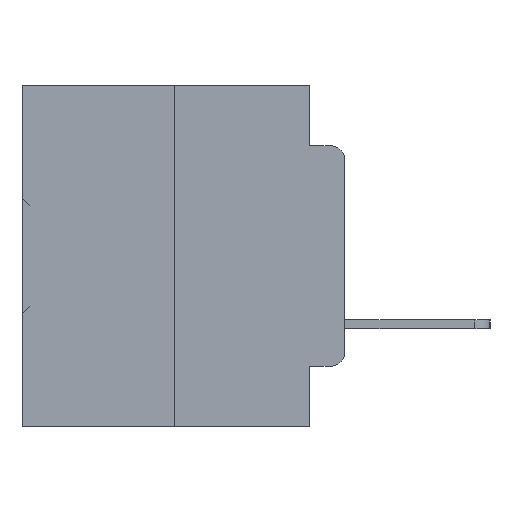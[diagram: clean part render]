
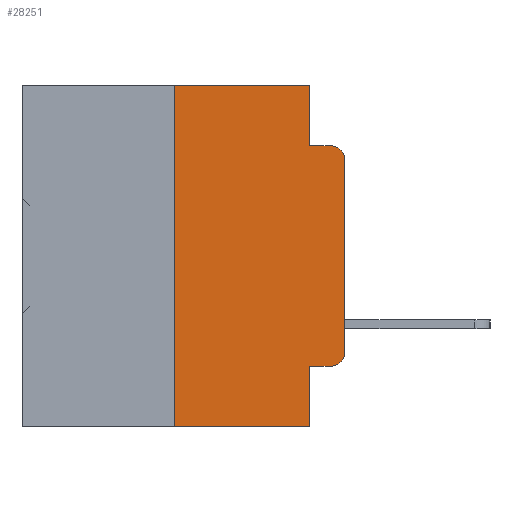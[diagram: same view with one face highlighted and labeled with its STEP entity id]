
A CAD part, left-side view. The second image highlights one B-rep face of the part: STEP entity #28251.
In plain terms, the highlighted planar face has unit normal (-1, 0, 0).
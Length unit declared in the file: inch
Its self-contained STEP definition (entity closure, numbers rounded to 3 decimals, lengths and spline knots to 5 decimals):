
#1017 = ORIENTED_EDGE ( 'NONE', *, *, #5679, .T. ) ;
#1312 = LINE ( 'NONE', #15703, #30419 ) ;
#1437 = EDGE_CURVE ( 'NONE', #16095, #6604, #34122, .T. ) ;
#1444 = ORIENTED_EDGE ( 'NONE', *, *, #1437, .T. ) ;
#2451 = CARTESIAN_POINT ( 'NONE',  ( 0., 0.051, 0. ) ) ;
#2991 = VERTEX_POINT ( 'NONE', #12565 ) ;
#5113 = VERTEX_POINT ( 'NONE', #11302 ) ;
#5242 = CARTESIAN_POINT ( 'NONE',  ( 0., 0.02, -0.3915 ) ) ;
#5615 = CARTESIAN_POINT ( 'NONE',  ( 0., 0.051, -0.4115 ) ) ;
#5679 = EDGE_CURVE ( 'NONE', #35752, #2991, #20940, .T. ) ;
#5916 = CARTESIAN_POINT ( 'NONE',  ( 0., 0.051, -0.0885 ) ) ;
#6149 = EDGE_CURVE ( 'NONE', #34762, #35752, #12503, .T. ) ;
#6604 = VERTEX_POINT ( 'NONE', #13362 ) ;
#6621 = AXIS2_PLACEMENT_3D ( 'NONE', #15441, #35125, #18292 ) ;
#6751 = VERTEX_POINT ( 'NONE', #8407 ) ;
#7211 = CARTESIAN_POINT ( 'NONE',  ( 0., 0.051, -0.4115 ) ) ;
#7667 = CARTESIAN_POINT ( 'NONE',  ( 0., 0.02, -0.0885 ) ) ;
#7815 = AXIS2_PLACEMENT_3D ( 'NONE', #5242, #24973, #8070 ) ;
#8070 = DIRECTION ( 'NONE',  ( 0., 0., -1. ) ) ;
#8407 = CARTESIAN_POINT ( 'NONE',  ( 0., 0.25, 0. ) ) ;
#10932 = DIRECTION ( 'NONE',  ( 0., 0., -1. ) ) ;
#11300 = DIRECTION ( 'NONE',  ( 0., 0., -1. ) ) ;
#11302 = CARTESIAN_POINT ( 'NONE',  ( 0., 0., -0.1085 ) ) ;
#11562 = ORIENTED_EDGE ( 'NONE', *, *, #15639, .F. ) ;
#11659 = EDGE_CURVE ( 'NONE', #2991, #5113, #24491, .T. ) ;
#12503 = LINE ( 'NONE', #5615, #34104 ) ;
#12565 = CARTESIAN_POINT ( 'NONE',  ( 0., 0., -0.3915 ) ) ;
#12609 = VECTOR ( 'NONE', #17274, 39.37008 ) ;
#13362 = CARTESIAN_POINT ( 'NONE',  ( 0., 0.051, -0.5 ) ) ;
#13456 = CARTESIAN_POINT ( 'NONE',  ( 0., 0.051, -0.0885 ) ) ;
#14020 = PLANE ( 'NONE',  #29772 ) ;
#14281 = DIRECTION ( 'NONE',  ( 0., -1., 0. ) ) ;
#14461 = VECTOR ( 'NONE', #16188, 39.37008 ) ;
#14677 = CARTESIAN_POINT ( 'NONE',  ( 0., 0., 0. ) ) ;
#14915 = VECTOR ( 'NONE', #10932, 39.37008 ) ;
#15353 = LINE ( 'NONE', #24554, #14461 ) ;
#15441 = CARTESIAN_POINT ( 'NONE',  ( 0., 0.02, -0.1085 ) ) ;
#15466 = EDGE_CURVE ( 'NONE', #5113, #27469, #27281, .T. ) ;
#15548 = ORIENTED_EDGE ( 'NONE', *, *, #31947, .F. ) ;
#15639 = EDGE_CURVE ( 'NONE', #34762, #6604, #15353, .T. ) ;
#15703 = CARTESIAN_POINT ( 'NONE',  ( 0., 0.473, 0. ) ) ;
#16095 = VERTEX_POINT ( 'NONE', #32288 ) ;
#16188 = DIRECTION ( 'NONE',  ( 0., 0., -1. ) ) ;
#17010 = VECTOR ( 'NONE', #20368, 39.37008 ) ;
#17274 = DIRECTION ( 'NONE',  ( 0., -1., 0. ) ) ;
#17630 = VERTEX_POINT ( 'NONE', #13456 ) ;
#17978 = EDGE_LOOP ( 'NONE', ( #24362, #18628, #33598, #27899, #21276, #15548, #1444, #11562, #34940, #1017 ) ) ;
#18292 = DIRECTION ( 'NONE',  ( 0., 0., -1. ) ) ;
#18628 = ORIENTED_EDGE ( 'NONE', *, *, #15466, .T. ) ;
#19322 = EDGE_CURVE ( 'NONE', #6751, #27609, #1312, .T. ) ;
#19691 = VECTOR ( 'NONE', #35865, 39.37008 ) ;
#20368 = DIRECTION ( 'NONE',  ( 0., 0., 1. ) ) ;
#20940 = CIRCLE ( 'NONE', #7815, 0.02 ) ;
#21005 = LINE ( 'NONE', #5916, #12609 ) ;
#21135 = EDGE_CURVE ( 'NONE', #17630, #27469, #21005, .T. ) ;
#21276 = ORIENTED_EDGE ( 'NONE', *, *, #19322, .F. ) ;
#21864 = CARTESIAN_POINT ( 'NONE',  ( 0., 0.25, 0. ) ) ;
#22352 = CARTESIAN_POINT ( 'NONE',  ( 0., 0.051, 0. ) ) ;
#22438 = LINE ( 'NONE', #2451, #14915 ) ;
#24362 = ORIENTED_EDGE ( 'NONE', *, *, #11659, .T. ) ;
#24491 = LINE ( 'NONE', #14677, #17010 ) ;
#24554 = CARTESIAN_POINT ( 'NONE',  ( 0., 0.051, 0. ) ) ;
#24973 = DIRECTION ( 'NONE',  ( -1., 0., 0. ) ) ;
#25364 = DIRECTION ( 'NONE',  ( 0., -1., 0. ) ) ;
#25382 = CARTESIAN_POINT ( 'NONE',  ( 0., 0.473, 0. ) ) ;
#25660 = FACE_OUTER_BOUND ( 'NONE', #17978, .T. ) ;
#26398 = CARTESIAN_POINT ( 'NONE',  ( 0., 0.02, -0.4115 ) ) ;
#27281 = CIRCLE ( 'NONE', #6621, 0.02 ) ;
#27469 = VERTEX_POINT ( 'NONE', #7667 ) ;
#27609 = VERTEX_POINT ( 'NONE', #22352 ) ;
#27899 = ORIENTED_EDGE ( 'NONE', *, *, #30593, .F. ) ;
#28211 = DIRECTION ( 'NONE',  ( 1., 0., 0. ) ) ;
#28251 = ADVANCED_FACE ( 'NONE', ( #25660 ), #14020, .F. ) ;
#29772 = AXIS2_PLACEMENT_3D ( 'NONE', #25382, #28211, #11300 ) ;
#30419 = VECTOR ( 'NONE', #35381, 39.37008 ) ;
#30593 = EDGE_CURVE ( 'NONE', #27609, #17630, #22438, .T. ) ;
#31186 = CARTESIAN_POINT ( 'NONE',  ( 0., 0.473, -0.5 ) ) ;
#31947 = EDGE_CURVE ( 'NONE', #16095, #6751, #34627, .T. ) ;
#32288 = CARTESIAN_POINT ( 'NONE',  ( 0., 0.25, -0.5 ) ) ;
#33598 = ORIENTED_EDGE ( 'NONE', *, *, #21135, .F. ) ;
#34104 = VECTOR ( 'NONE', #25364, 39.37008 ) ;
#34122 = LINE ( 'NONE', #31186, #35015 ) ;
#34627 = LINE ( 'NONE', #21864, #19691 ) ;
#34762 = VERTEX_POINT ( 'NONE', #7211 ) ;
#34940 = ORIENTED_EDGE ( 'NONE', *, *, #6149, .T. ) ;
#35015 = VECTOR ( 'NONE', #14281, 39.37008 ) ;
#35125 = DIRECTION ( 'NONE',  ( -1., 0., 0. ) ) ;
#35381 = DIRECTION ( 'NONE',  ( 0., -1., 0. ) ) ;
#35752 = VERTEX_POINT ( 'NONE', #26398 ) ;
#35865 = DIRECTION ( 'NONE',  ( 0., 0., 1. ) ) ;
